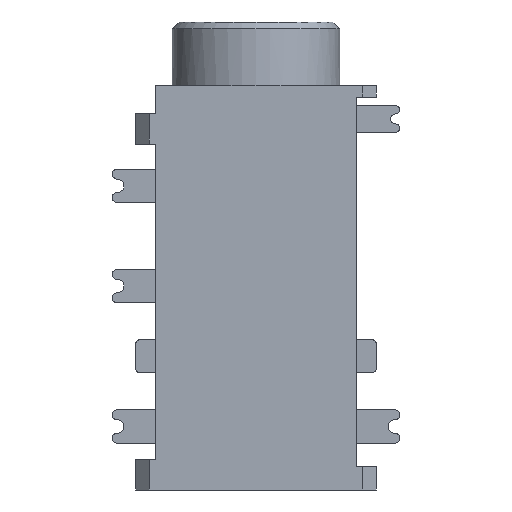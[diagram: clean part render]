
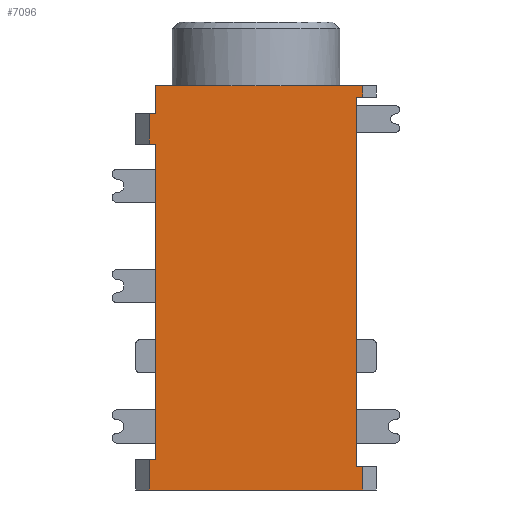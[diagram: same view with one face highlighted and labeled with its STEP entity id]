
A CAD part, front view. The second image highlights one B-rep face of the part: STEP entity #7096.
In plain terms, the highlighted planar face has unit normal (0, -1, 0).
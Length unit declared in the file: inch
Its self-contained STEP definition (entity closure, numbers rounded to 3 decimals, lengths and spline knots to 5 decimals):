
#76 = VERTEX_POINT ( 'NONE', #19106 ) ;
#259 = VERTEX_POINT ( 'NONE', #14287 ) ;
#316 = EDGE_CURVE ( 'NONE', #19575, #6812, #3649, .T. ) ;
#761 = EDGE_CURVE ( 'NONE', #4929, #17591, #17239, .T. ) ;
#950 = CARTESIAN_POINT ( 'NONE',  ( -0.12598, -0.08661, -0.0689 ) ) ;
#952 = CARTESIAN_POINT ( 'NONE',  ( 0.12598, -0.08661, 0. ) ) ;
#990 = DIRECTION ( 'NONE',  ( -1., 0., 0. ) ) ;
#1157 = ORIENTED_EDGE ( 'NONE', *, *, #316, .T. ) ;
#1261 = VECTOR ( 'NONE', #16405, 39.37008 ) ;
#1427 = VECTOR ( 'NONE', #4838, 39.37008 ) ;
#1458 = VECTOR ( 'NONE', #14156, 39.37008 ) ;
#1627 = LINE ( 'NONE', #8021, #17825 ) ;
#1801 = LINE ( 'NONE', #19084, #1427 ) ;
#1827 = DIRECTION ( 'NONE',  ( 1., 0., 0. ) ) ;
#1871 = EDGE_CURVE ( 'NONE', #76, #13913, #3192, .T. ) ;
#2076 = EDGE_CURVE ( 'NONE', #19575, #19910, #5476, .T. ) ;
#2177 = VERTEX_POINT ( 'NONE', #7762 ) ;
#2636 = CARTESIAN_POINT ( 'NONE',  ( 0.12598, -0.08661, -0.47638 ) ) ;
#2933 = ORIENTED_EDGE ( 'NONE', *, *, #15221, .T. ) ;
#3192 = LINE ( 'NONE', #14553, #11644 ) ;
#3511 = CARTESIAN_POINT ( 'NONE',  ( -0.11811, -0.08661, 0. ) ) ;
#3649 = LINE ( 'NONE', #18007, #9526 ) ;
#3777 = DIRECTION ( 'NONE',  ( 1., 0., 0. ) ) ;
#4161 = ORIENTED_EDGE ( 'NONE', *, *, #6226, .F. ) ;
#4465 = VECTOR ( 'NONE', #18885, 39.37008 ) ;
#4538 = CARTESIAN_POINT ( 'NONE',  ( -0.11811, -0.08661, -0.47638 ) ) ;
#4558 = EDGE_CURVE ( 'NONE', #13913, #14004, #8676, .T. ) ;
#4697 = VECTOR ( 'NONE', #11571, 39.37008 ) ;
#4838 = DIRECTION ( 'NONE',  ( -1., 0., 0. ) ) ;
#4929 = VERTEX_POINT ( 'NONE', #8956 ) ;
#5273 = DIRECTION ( 'NONE',  ( 0., 0., -1. ) ) ;
#5310 = ORIENTED_EDGE ( 'NONE', *, *, #6603, .T. ) ;
#5476 = LINE ( 'NONE', #10397, #16022 ) ;
#5517 = VERTEX_POINT ( 'NONE', #16031 ) ;
#5584 = CARTESIAN_POINT ( 'NONE',  ( 0.04675, -0.08661, 0. ) ) ;
#5615 = EDGE_CURVE ( 'NONE', #4929, #14004, #8571, .T. ) ;
#6226 = EDGE_CURVE ( 'NONE', #2177, #14676, #7737, .T. ) ;
#6299 = VERTEX_POINT ( 'NONE', #19978 ) ;
#6416 = VERTEX_POINT ( 'NONE', #12866 ) ;
#6603 = EDGE_CURVE ( 'NONE', #2177, #6416, #19410, .T. ) ;
#6798 = CARTESIAN_POINT ( 'NONE',  ( -0.12598, -0.08661, -0.03346 ) ) ;
#6809 = CARTESIAN_POINT ( 'NONE',  ( 0.11811, -0.08661, -0.01378 ) ) ;
#6812 = VERTEX_POINT ( 'NONE', #950 ) ;
#7096 = ADVANCED_FACE ( 'NONE', ( #20118 ), #19811, .T. ) ;
#7265 = CARTESIAN_POINT ( 'NONE',  ( -0.11811, -0.08661, -0.03346 ) ) ;
#7281 = ORIENTED_EDGE ( 'NONE', *, *, #10530, .F. ) ;
#7486 = DIRECTION ( 'NONE',  ( 0., 0., 1. ) ) ;
#7723 = VECTOR ( 'NONE', #17601, 39.37008 ) ;
#7737 = LINE ( 'NONE', #20741, #1458 ) ;
#7762 = CARTESIAN_POINT ( 'NONE',  ( -0.12598, -0.08661, -0.44094 ) ) ;
#8021 = CARTESIAN_POINT ( 'NONE',  ( -0.11811, -0.08661, -0.47638 ) ) ;
#8110 = ORIENTED_EDGE ( 'NONE', *, *, #15753, .T. ) ;
#8123 = LINE ( 'NONE', #9459, #4697 ) ;
#8430 = LINE ( 'NONE', #8533, #1261 ) ;
#8533 = CARTESIAN_POINT ( 'NONE',  ( 0.12598, -0.08661, -0.47638 ) ) ;
#8553 = ORIENTED_EDGE ( 'NONE', *, *, #4558, .F. ) ;
#8571 = LINE ( 'NONE', #2636, #9188 ) ;
#8676 = LINE ( 'NONE', #15076, #16449 ) ;
#8771 = DIRECTION ( 'NONE',  ( 1., 0., 0. ) ) ;
#8956 = CARTESIAN_POINT ( 'NONE',  ( 0.12598, -0.08661, -0.01378 ) ) ;
#9188 = VECTOR ( 'NONE', #7486, 39.37008 ) ;
#9229 = ORIENTED_EDGE ( 'NONE', *, *, #10007, .T. ) ;
#9459 = CARTESIAN_POINT ( 'NONE',  ( -0.14173, -0.08661, -0.0689 ) ) ;
#9526 = VECTOR ( 'NONE', #16552, 39.37008 ) ;
#9537 = EDGE_CURVE ( 'NONE', #14676, #6299, #11619, .T. ) ;
#9925 = DIRECTION ( 'NONE',  ( 1., 0., 0. ) ) ;
#9937 = VERTEX_POINT ( 'NONE', #19008 ) ;
#10007 = EDGE_CURVE ( 'NONE', #6416, #5517, #1627, .T. ) ;
#10397 = CARTESIAN_POINT ( 'NONE',  ( -0.14173, -0.08661, -0.03346 ) ) ;
#10530 = EDGE_CURVE ( 'NONE', #19910, #9937, #19207, .T. ) ;
#10789 = EDGE_CURVE ( 'NONE', #259, #17591, #13994, .T. ) ;
#10938 = ORIENTED_EDGE ( 'NONE', *, *, #10789, .T. ) ;
#11257 = VECTOR ( 'NONE', #5273, 39.37008 ) ;
#11490 = LINE ( 'NONE', #3511, #12873 ) ;
#11571 = DIRECTION ( 'NONE',  ( 1., 0., 0. ) ) ;
#11619 = LINE ( 'NONE', #14797, #15736 ) ;
#11644 = VECTOR ( 'NONE', #12776, 39.37008 ) ;
#12715 = EDGE_LOOP ( 'NONE', ( #9229, #2933, #13602, #10938, #17543, #15441, #8553, #13408, #12968, #7281, #16102, #1157, #8110, #14908, #4161, #5310 ) ) ;
#12776 = DIRECTION ( 'NONE',  ( 1., 0., 0. ) ) ;
#12866 = CARTESIAN_POINT ( 'NONE',  ( -0.12598, -0.08661, -0.47638 ) ) ;
#12873 = VECTOR ( 'NONE', #9925, 39.37008 ) ;
#12945 = CARTESIAN_POINT ( 'NONE',  ( -0.12598, -0.08661, -0.47638 ) ) ;
#12968 = ORIENTED_EDGE ( 'NONE', *, *, #19038, .F. ) ;
#13408 = ORIENTED_EDGE ( 'NONE', *, *, #1871, .F. ) ;
#13602 = ORIENTED_EDGE ( 'NONE', *, *, #17200, .T. ) ;
#13913 = VERTEX_POINT ( 'NONE', #5584 ) ;
#13994 = LINE ( 'NONE', #19175, #7723 ) ;
#14004 = VERTEX_POINT ( 'NONE', #952 ) ;
#14156 = DIRECTION ( 'NONE',  ( 1., 0., 0. ) ) ;
#14287 = CARTESIAN_POINT ( 'NONE',  ( 0.11811, -0.08661, -0.44882 ) ) ;
#14553 = CARTESIAN_POINT ( 'NONE',  ( -0.11811, -0.08661, 0. ) ) ;
#14676 = VERTEX_POINT ( 'NONE', #19589 ) ;
#14797 = CARTESIAN_POINT ( 'NONE',  ( -0.11811, -0.08661, -0.47638 ) ) ;
#14908 = ORIENTED_EDGE ( 'NONE', *, *, #9537, .F. ) ;
#14986 = AXIS2_PLACEMENT_3D ( 'NONE', #15934, #20325, #15619 ) ;
#15076 = CARTESIAN_POINT ( 'NONE',  ( -0.11811, -0.08661, 0. ) ) ;
#15221 = EDGE_CURVE ( 'NONE', #5517, #17734, #8430, .T. ) ;
#15441 = ORIENTED_EDGE ( 'NONE', *, *, #5615, .T. ) ;
#15619 = DIRECTION ( 'NONE',  ( 0., 0., -1. ) ) ;
#15736 = VECTOR ( 'NONE', #16451, 39.37008 ) ;
#15753 = EDGE_CURVE ( 'NONE', #6812, #6299, #8123, .T. ) ;
#15934 = CARTESIAN_POINT ( 'NONE',  ( -0.11811, -0.08661, -0.47638 ) ) ;
#16022 = VECTOR ( 'NONE', #3777, 39.37008 ) ;
#16031 = CARTESIAN_POINT ( 'NONE',  ( 0.12598, -0.08661, -0.47638 ) ) ;
#16102 = ORIENTED_EDGE ( 'NONE', *, *, #2076, .F. ) ;
#16281 = VECTOR ( 'NONE', #990, 39.37008 ) ;
#16405 = DIRECTION ( 'NONE',  ( 0., 0., 1. ) ) ;
#16449 = VECTOR ( 'NONE', #8771, 39.37008 ) ;
#16451 = DIRECTION ( 'NONE',  ( 0., 0., 1. ) ) ;
#16552 = DIRECTION ( 'NONE',  ( 0., 0., -1. ) ) ;
#16956 = CARTESIAN_POINT ( 'NONE',  ( 0.12598, -0.08661, -0.44882 ) ) ;
#17200 = EDGE_CURVE ( 'NONE', #17734, #259, #1801, .T. ) ;
#17239 = LINE ( 'NONE', #19007, #16281 ) ;
#17543 = ORIENTED_EDGE ( 'NONE', *, *, #761, .F. ) ;
#17591 = VERTEX_POINT ( 'NONE', #6809 ) ;
#17601 = DIRECTION ( 'NONE',  ( 0., 0., 1. ) ) ;
#17734 = VERTEX_POINT ( 'NONE', #16956 ) ;
#17825 = VECTOR ( 'NONE', #1827, 39.37008 ) ;
#18007 = CARTESIAN_POINT ( 'NONE',  ( -0.12598, -0.08661, -0.0689 ) ) ;
#18885 = DIRECTION ( 'NONE',  ( 0., 0., 1. ) ) ;
#19007 = CARTESIAN_POINT ( 'NONE',  ( 0.14173, -0.08661, -0.01378 ) ) ;
#19008 = CARTESIAN_POINT ( 'NONE',  ( -0.11811, -0.08661, 0. ) ) ;
#19038 = EDGE_CURVE ( 'NONE', #9937, #76, #11490, .T. ) ;
#19084 = CARTESIAN_POINT ( 'NONE',  ( 0.14173, -0.08661, -0.44882 ) ) ;
#19106 = CARTESIAN_POINT ( 'NONE',  ( -0.04675, -0.08661, 0. ) ) ;
#19175 = CARTESIAN_POINT ( 'NONE',  ( 0.11811, -0.08661, -0.47638 ) ) ;
#19207 = LINE ( 'NONE', #4538, #4465 ) ;
#19410 = LINE ( 'NONE', #12945, #11257 ) ;
#19575 = VERTEX_POINT ( 'NONE', #6798 ) ;
#19589 = CARTESIAN_POINT ( 'NONE',  ( -0.11811, -0.08661, -0.44094 ) ) ;
#19811 = PLANE ( 'NONE',  #14986 ) ;
#19910 = VERTEX_POINT ( 'NONE', #7265 ) ;
#19978 = CARTESIAN_POINT ( 'NONE',  ( -0.11811, -0.08661, -0.0689 ) ) ;
#20118 = FACE_OUTER_BOUND ( 'NONE', #12715, .T. ) ;
#20325 = DIRECTION ( 'NONE',  ( 0., -1., 0. ) ) ;
#20741 = CARTESIAN_POINT ( 'NONE',  ( -0.14173, -0.08661, -0.44094 ) ) ;
